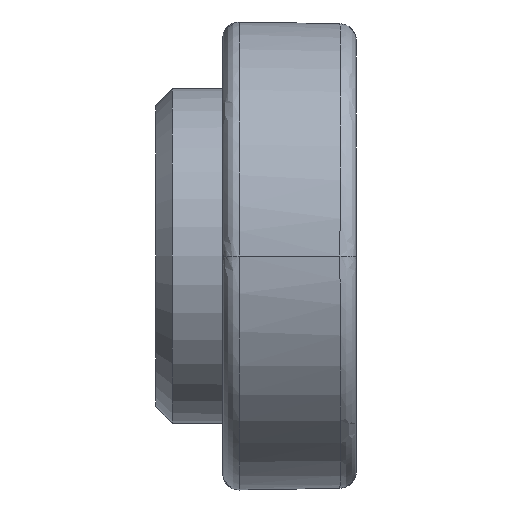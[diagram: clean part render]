
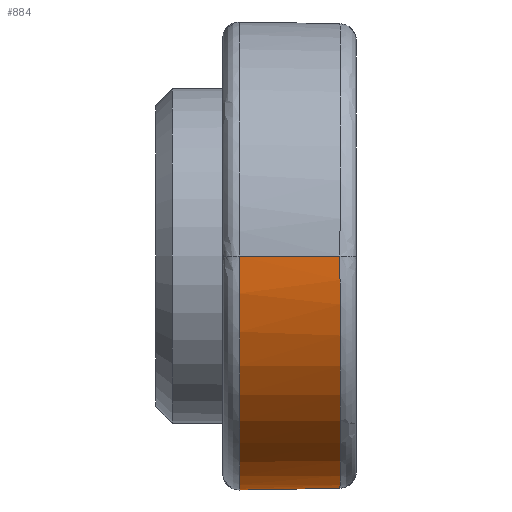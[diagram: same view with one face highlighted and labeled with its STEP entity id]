
A CAD part, left-side view. The second image highlights one B-rep face of the part: STEP entity #884.
In plain terms, the highlighted cylindrical face has radius 7 mm (diameter 14 mm), a partial arc.
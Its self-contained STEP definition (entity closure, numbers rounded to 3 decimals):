
#99 = CARTESIAN_POINT ( 'NONE',  ( -17.999, 4., 0.001 ) ) ;
#176 = CARTESIAN_POINT ( 'NONE',  ( -24.986, 3.486, -4.096 ) ) ;
#179 = CARTESIAN_POINT ( 'NONE',  ( -22.012, 0.486, -6.939 ) ) ;
#197 = CARTESIAN_POINT ( 'NONE',  ( -17.992, 3.491, -6.991 ) ) ;
#243 = CARTESIAN_POINT ( 'NONE',  ( -24.956, 1.491, 0. ) ) ;
#279 = CARTESIAN_POINT ( 'NONE',  ( -24.938, 0.491, 0. ) ) ;
#326 = CARTESIAN_POINT ( 'NONE',  ( -17.94, 0.491, -6.939 ) ) ;
#332 = CARTESIAN_POINT ( 'NONE',  ( -22.089, 3.486, -6.991 ) ) ;
#385 = DIRECTION ( 'NONE',  ( 1., 0.017, 0. ) ) ;
#410 =( BOUNDED_CURVE ( )  B_SPLINE_CURVE ( 3, ( #1268, #176, #332, #1402 ),
 .UNSPECIFIED., .F., .T. ) 
 B_SPLINE_CURVE_WITH_KNOTS ( ( 4, 4 ),
 ( 2.357, 3.927 ),
 .UNSPECIFIED. ) 
 CURVE ( )  GEOMETRIC_REPRESENTATION_ITEM ( )  RATIONAL_B_SPLINE_CURVE ( ( 1., 0.805, 0.805, 1. ) ) 
 REPRESENTATION_ITEM ( '' )  );
#425 = FACE_OUTER_BOUND ( 'NONE', #618, .T. ) ;
#448 = EDGE_CURVE ( 'NONE', #1726, #1039, #410, .T. ) ;
#450 = ORIENTED_EDGE ( 'NONE', *, *, #448, .T. ) ;
#472 = CARTESIAN_POINT ( 'NONE',  ( -17.996, 3.686, -6.995 ) ) ;
#604 = CARTESIAN_POINT ( 'NONE',  ( -24.938, 0.491, 0. ) ) ;
#618 = EDGE_LOOP ( 'NONE', ( #1712, #450, #1425, #1685 ) ) ;
#684 = VECTOR ( 'NONE', #1012, 1000. ) ;
#736 = CYLINDRICAL_SURFACE ( 'NONE', #1650, 7. ) ;
#774 = LINE ( 'NONE', #472, #684 ) ;
#791 = DIRECTION ( 'NONE',  ( 0.017, -1., 0.017 ) ) ;
#792 = VERTEX_POINT ( 'NONE', #279 ) ;
#884 = ADVANCED_FACE ( 'NONE', ( #425 ), #736, .T. ) ;
#895 = EDGE_CURVE ( 'NONE', #1726, #792, #1288, .T. ) ;
#920 = CARTESIAN_POINT ( 'NONE',  ( -24.991, 3.491, 0. ) ) ;
#1012 = DIRECTION ( 'NONE',  ( -0.017, 1., -0.017 ) ) ;
#1017 = EDGE_CURVE ( 'NONE', #1638, #792, #1323, .T. ) ;
#1039 = VERTEX_POINT ( 'NONE', #197 ) ;
#1140 = CARTESIAN_POINT ( 'NONE',  ( -17.94, 0.491, -6.939 ) ) ;
#1194 = CARTESIAN_POINT ( 'NONE',  ( -24.938, 0.491, 0. ) ) ;
#1268 = CARTESIAN_POINT ( 'NONE',  ( -24.991, 3.491, 0. ) ) ;
#1288 =( BOUNDED_CURVE ( )  B_SPLINE_CURVE ( 3, ( #920, #1720, #243, #1194 ),
 .UNSPECIFIED., .F., .F. ) 
 B_SPLINE_CURVE_WITH_KNOTS ( ( 4, 4 ),
 ( 4.714, 4.721 ),
 .UNSPECIFIED. ) 
 CURVE ( )  GEOMETRIC_REPRESENTATION_ITEM ( )  RATIONAL_B_SPLINE_CURVE ( ( 1., 1., 1., 1. ) ) 
 REPRESENTATION_ITEM ( '' )  );
#1323 =( BOUNDED_CURVE ( )  B_SPLINE_CURVE ( 3, ( #1140, #179, #1406, #604 ),
 .UNSPECIFIED., .F., .T. ) 
 B_SPLINE_CURVE_WITH_KNOTS ( ( 4, 4 ),
 ( 2.356, 3.918 ),
 .UNSPECIFIED. ) 
 CURVE ( )  GEOMETRIC_REPRESENTATION_ITEM ( )  RATIONAL_B_SPLINE_CURVE ( ( 1., 0.807, 0.807, 1. ) ) 
 REPRESENTATION_ITEM ( '' )  );
#1402 = CARTESIAN_POINT ( 'NONE',  ( -17.992, 3.491, -6.991 ) ) ;
#1406 = CARTESIAN_POINT ( 'NONE',  ( -24.903, 0.486, -4.072 ) ) ;
#1425 = ORIENTED_EDGE ( 'NONE', *, *, #1681, .F. ) ;
#1616 = CARTESIAN_POINT ( 'NONE',  ( -24.991, 3.491, 0. ) ) ;
#1638 = VERTEX_POINT ( 'NONE', #326 ) ;
#1650 = AXIS2_PLACEMENT_3D ( 'NONE', #99, #791, #385 ) ;
#1681 = EDGE_CURVE ( 'NONE', #1638, #1039, #774, .T. ) ;
#1685 = ORIENTED_EDGE ( 'NONE', *, *, #1017, .T. ) ;
#1712 = ORIENTED_EDGE ( 'NONE', *, *, #895, .F. ) ;
#1720 = CARTESIAN_POINT ( 'NONE',  ( -24.974, 2.491, 0. ) ) ;
#1726 = VERTEX_POINT ( 'NONE', #1616 ) ;
